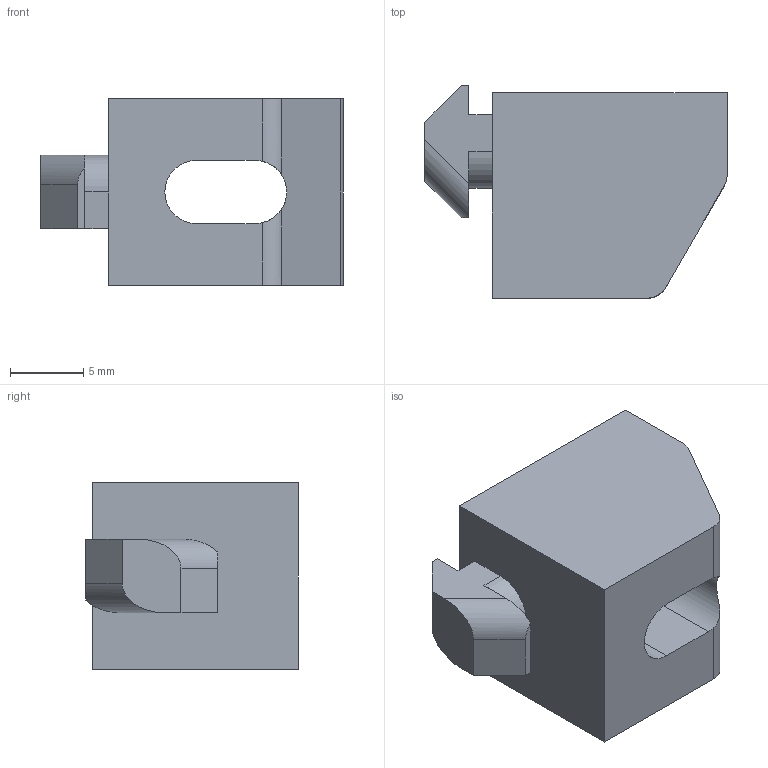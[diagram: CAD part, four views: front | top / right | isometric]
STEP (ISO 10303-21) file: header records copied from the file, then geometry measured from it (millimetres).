
FILE_DESCRIPTION (( 'STEP AP214' ), '1' );
FILE_NAME ('7225090', '2019-01-30T08:55:48', ( '' ), ('JUGARD+KÜNSTNER GmbH'), 'SwSTEP 2.0', 'SolidWorks 2017', '' );
FILE_SCHEMA (( 'AUTOMOTIVE_DESIGN' ));
Length unit declared in the file: millimetre
Products named in the file (1): 7225090
Bounding box: 20.6 x 14.5 x 12.7 mm (x, y, z)
Volume: 2282.9 mm3; surface area: 1509.7 mm2
Topology: 1 solids, 1 shells, 39 faces, 101 edges, 66 vertices
Faces by surface type: plane 22, cylinder 13, cone 4
Entity records: 1238 total; most frequent: CARTESIAN_POINT 244, ORIENTED_EDGE 202, DIRECTION 197, EDGE_CURVE 101, VECTOR 67, LINE 67, VERTEX_POINT 66, AXIS2_PLACEMENT_3D 65
